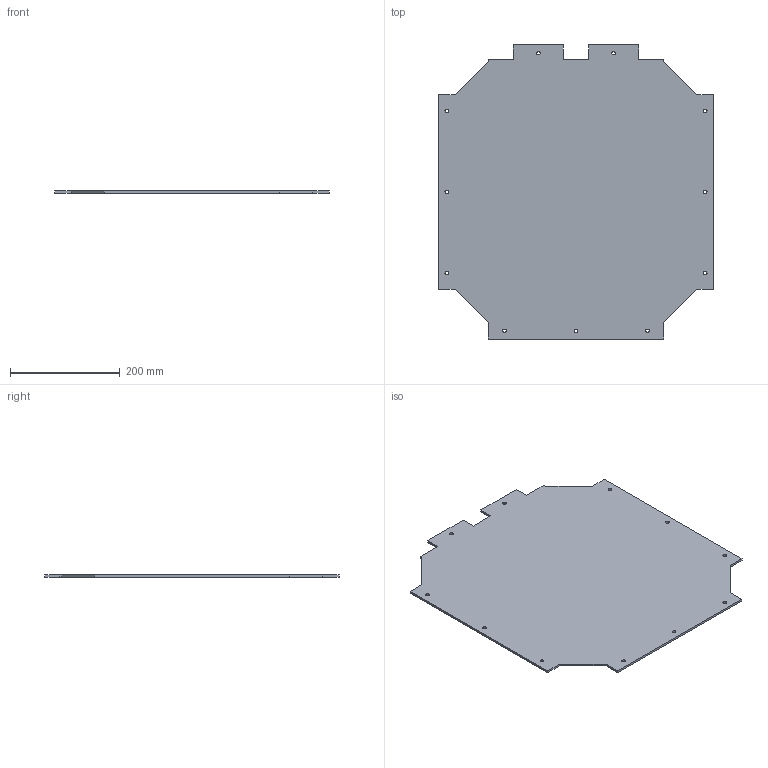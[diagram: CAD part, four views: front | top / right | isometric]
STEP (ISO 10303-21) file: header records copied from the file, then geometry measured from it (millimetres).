
FILE_DESCRIPTION(/* description */ (''),/* implementation_level */ '2;1');
FILE_NAME(/* name */ 'panel_lid_top_300.step',/* time_stamp */ '2021-09-25T21:33:29+01:00',/* author */ (''),/* organization */ (''),/* preprocessor_version */ 'ST-DEVELOPER v18.1',/* originating_system */ 'Autodesk Translation Framework v10.10.0.1391',/* authorisation */ '');
FILE_SCHEMA (('AUTOMOTIVE_DESIGN { 1 0 10303 214 3 1 1 }'));
Length unit declared in the file: millimetre
Products named in the file (1): panel_lid_top_300
Bounding box: 500 x 535 x 4 mm (x, y, z)
Volume: 952340.4 mm3; surface area: 485005.4 mm2
Topology: 1 solids, 1 shells, 37 faces, 105 edges, 70 vertices
Faces by surface type: plane 26, cylinder 11
Full cylindrical faces by diameter (mm): 6.6 x11
Entity records: 1278 total; most frequent: CARTESIAN_POINT 213, ORIENTED_EDGE 210, DIRECTION 203, EDGE_CURVE 105, LINE 83, VECTOR 83, VERTEX_POINT 70, AXIS2_PLACEMENT_3D 60
